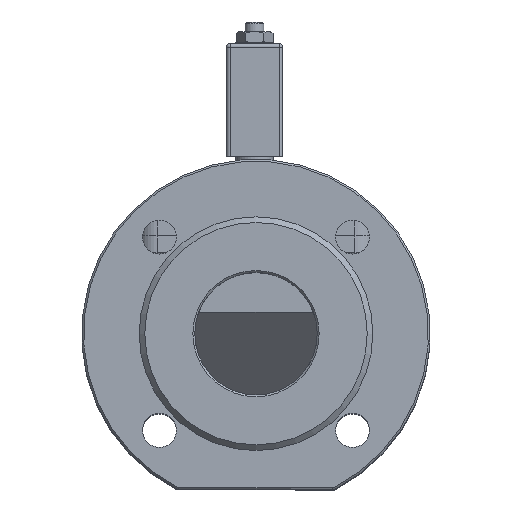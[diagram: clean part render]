
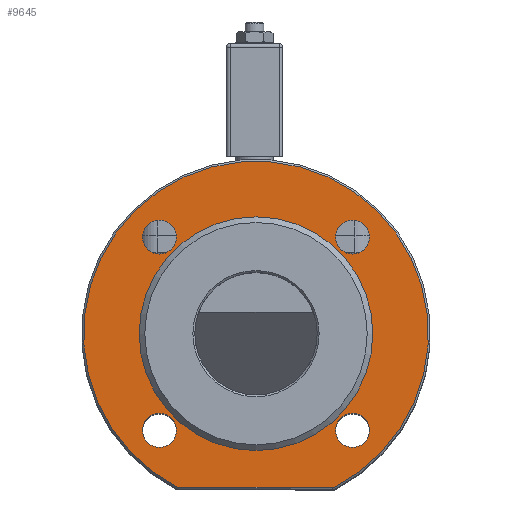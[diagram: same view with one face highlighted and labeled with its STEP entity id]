
A CAD part, top view. The second image highlights one B-rep face of the part: STEP entity #9645.
In plain terms, the highlighted planar face has unit normal (0, 0, 1).
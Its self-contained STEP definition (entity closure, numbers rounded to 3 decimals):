
#183=FACE_BOUND('',#1486,.T.);
#184=FACE_BOUND('',#1487,.T.);
#185=FACE_BOUND('',#1488,.T.);
#186=FACE_BOUND('',#1489,.T.);
#187=FACE_BOUND('',#1490,.T.);
#237=PLANE('',#10302);
#519=CIRCLE('',#10283,91.5);
#536=CIRCLE('',#10303,62.);
#537=CIRCLE('',#10304,9.);
#538=CIRCLE('',#10305,9.);
#539=CIRCLE('',#10306,9.);
#540=CIRCLE('',#10307,9.);
#931=FACE_OUTER_BOUND('',#1485,.T.);
#1485=EDGE_LOOP('',(#6230,#6231));
#1486=EDGE_LOOP('',(#6232));
#1487=EDGE_LOOP('',(#6233));
#1488=EDGE_LOOP('',(#6234));
#1489=EDGE_LOOP('',(#6235));
#1490=EDGE_LOOP('',(#6236));
#2111=LINE('',#14054,#2886);
#2886=VECTOR('',#11264,10.);
#3853=VERTEX_POINT('',#14010);
#3854=VERTEX_POINT('',#14031);
#3875=VERTEX_POINT('',#14098);
#3876=VERTEX_POINT('',#14100);
#3877=VERTEX_POINT('',#14102);
#3878=VERTEX_POINT('',#14104);
#3879=VERTEX_POINT('',#14106);
#4765=EDGE_CURVE('',#3853,#3854,#519,.T.);
#4767=EDGE_CURVE('',#3854,#3853,#2111,.T.);
#4789=EDGE_CURVE('',#3875,#3875,#536,.T.);
#4790=EDGE_CURVE('',#3876,#3876,#537,.T.);
#4791=EDGE_CURVE('',#3877,#3877,#538,.T.);
#4792=EDGE_CURVE('',#3878,#3878,#539,.T.);
#4793=EDGE_CURVE('',#3879,#3879,#540,.T.);
#6230=ORIENTED_EDGE('',*,*,#4767,.F.);
#6231=ORIENTED_EDGE('',*,*,#4765,.F.);
#6232=ORIENTED_EDGE('',*,*,#4789,.F.);
#6233=ORIENTED_EDGE('',*,*,#4790,.F.);
#6234=ORIENTED_EDGE('',*,*,#4791,.F.);
#6235=ORIENTED_EDGE('',*,*,#4792,.F.);
#6236=ORIENTED_EDGE('',*,*,#4793,.F.);
#9645=ADVANCED_FACE('',(#931,#183,#184,#185,#186,#187),#237,.F.);
#10283=AXIS2_PLACEMENT_3D('',#14032,#11260,#11261);
#10302=AXIS2_PLACEMENT_3D('',#14097,#11304,#11305);
#10303=AXIS2_PLACEMENT_3D('',#14099,#11306,#11307);
#10304=AXIS2_PLACEMENT_3D('',#14101,#11308,#11309);
#10305=AXIS2_PLACEMENT_3D('',#14103,#11310,#11311);
#10306=AXIS2_PLACEMENT_3D('',#14105,#11312,#11313);
#10307=AXIS2_PLACEMENT_3D('',#14107,#11314,#11315);
#11260=DIRECTION('center_axis',(0.,0.,-1.));
#11261=DIRECTION('ref_axis',(1.,0.,0.));
#11264=DIRECTION('',(-1.,0.,0.));
#11304=DIRECTION('center_axis',(0.,0.,-1.));
#11305=DIRECTION('ref_axis',(-1.,0.,0.));
#11306=DIRECTION('center_axis',(0.,0.,1.));
#11307=DIRECTION('ref_axis',(-1.,0.,0.));
#11308=DIRECTION('center_axis',(0.,0.,1.));
#11309=DIRECTION('ref_axis',(1.,0.,0.));
#11310=DIRECTION('center_axis',(0.,0.,1.));
#11311=DIRECTION('ref_axis',(1.,0.,0.));
#11312=DIRECTION('center_axis',(0.,0.,1.));
#11313=DIRECTION('ref_axis',(1.,0.,0.));
#11314=DIRECTION('center_axis',(0.,0.,1.));
#11315=DIRECTION('ref_axis',(1.,0.,0.));
#14010=CARTESIAN_POINT('',(-41.593,-81.5,0.));
#14031=CARTESIAN_POINT('',(41.593,-81.5,0.));
#14032=CARTESIAN_POINT('Origin',(0.,0.,0.));
#14054=CARTESIAN_POINT('',(-27.679,-81.5,0.));
#14097=CARTESIAN_POINT('Origin',(0.,0.,0.));
#14098=CARTESIAN_POINT('',(62.,0.,0.));
#14099=CARTESIAN_POINT('Origin',(0.,0.,0.));
#14100=CARTESIAN_POINT('',(42.265,51.265,0.));
#14101=CARTESIAN_POINT('Origin',(51.265,51.265,0.));
#14102=CARTESIAN_POINT('',(42.265,-51.265,0.));
#14103=CARTESIAN_POINT('Origin',(51.265,-51.265,0.));
#14104=CARTESIAN_POINT('',(-60.265,-51.265,0.));
#14105=CARTESIAN_POINT('Origin',(-51.265,-51.265,0.));
#14106=CARTESIAN_POINT('',(-60.265,51.265,0.));
#14107=CARTESIAN_POINT('Origin',(-51.265,51.265,0.));
